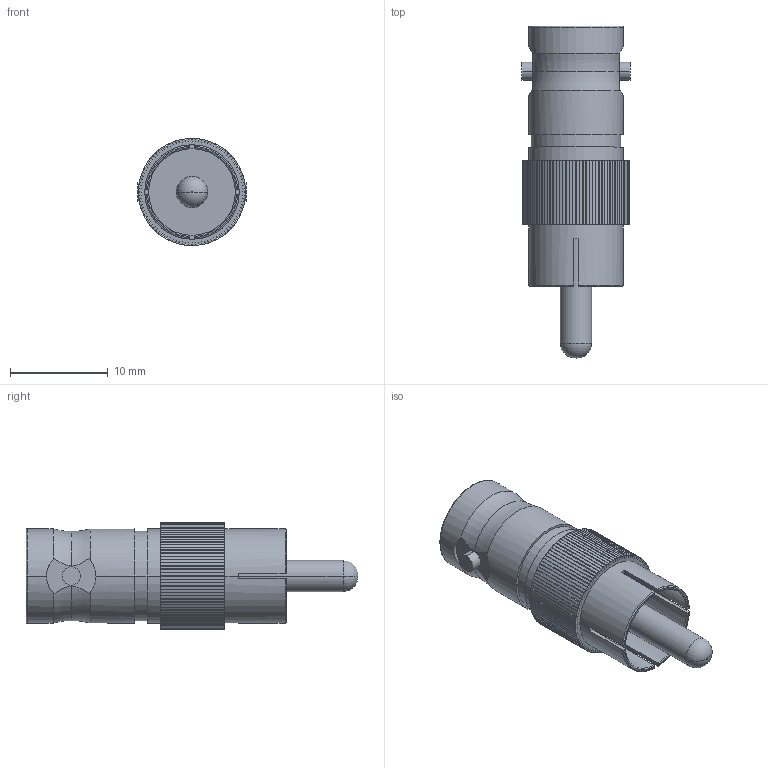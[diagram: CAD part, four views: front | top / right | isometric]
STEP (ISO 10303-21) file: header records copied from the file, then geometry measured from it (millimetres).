
FILE_DESCRIPTION (( 'STEP AP203' ), '1' );
FILE_NAME ('BA90.STEP', '2006-06-30T19:24:01', ( ' ' ), ( ' ' ), 'SwSTEP 2.0', 'SolidWorks 2005354', '' );
FILE_SCHEMA (( 'CONFIG_CONTROL_DESIGN' ));
Length unit declared in the file: inch
Products named in the file (1): BA90
Bounding box: 11.07 x 34.01 x 10.97 mm (x, y, z)
Volume: 1311.9 mm3; surface area: 2060.4 mm2
Topology: 1 solids, 1 shells, 381 faces, 1096 edges, 728 vertices
Faces by surface type: plane 231, cylinder 130, torus 20
Entity records: 12913 total; most frequent: CARTESIAN_POINT 2616, ORIENTED_EDGE 2192, DIRECTION 2118, EDGE_CURVE 1096, VECTOR 758, LINE 758, VERTEX_POINT 728, AXIS2_PLACEMENT_3D 680
